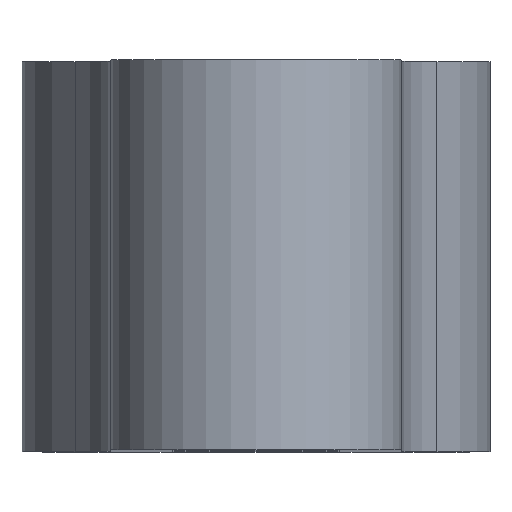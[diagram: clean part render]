
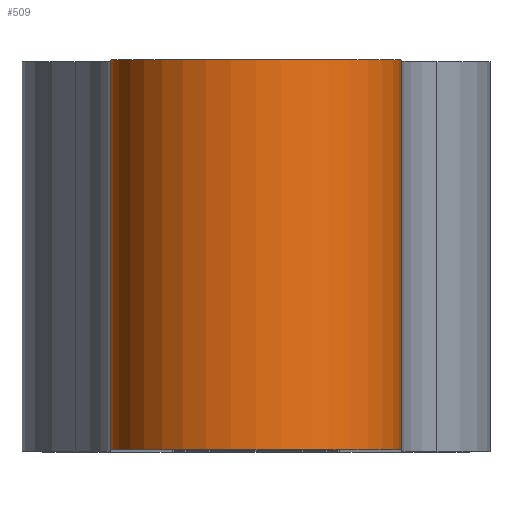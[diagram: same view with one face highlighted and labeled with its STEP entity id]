
A CAD part, top view. The second image highlights one B-rep face of the part: STEP entity #509.
In plain terms, the highlighted cylindrical face has radius 2.8 mm (diameter 5.6 mm), a partial arc.
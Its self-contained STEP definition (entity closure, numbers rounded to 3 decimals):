
#16 = AXIS2_PLACEMENT_3D ( 'NONE', #171, #169, #167 ) ;
#19 = CARTESIAN_POINT ( 'NONE',  ( -2.8, 0., 0. ) ) ;
#25 = CARTESIAN_POINT ( 'NONE',  ( 2.8, 0., 0. ) ) ;
#52 = CARTESIAN_POINT ( 'NONE',  ( -2.8, 7.5, 0. ) ) ;
#76 = AXIS2_PLACEMENT_3D ( 'NONE', #233, #231, #230 ) ;
#80 = VERTEX_POINT ( 'NONE', #52 ) ;
#85 = ORIENTED_EDGE ( 'NONE', *, *, #598, .T. ) ;
#99 = ORIENTED_EDGE ( 'NONE', *, *, #658, .F. ) ;
#101 = DIRECTION ( 'NONE',  ( 0., -1., 0. ) ) ;
#102 = EDGE_LOOP ( 'NONE', ( #85, #99, #110, #185 ) ) ;
#110 = ORIENTED_EDGE ( 'NONE', *, *, #544, .F. ) ;
#123 = CARTESIAN_POINT ( 'NONE',  ( -2.8, 7.5, 0. ) ) ;
#127 = DIRECTION ( 'NONE',  ( 0., -1., 0. ) ) ;
#130 = CARTESIAN_POINT ( 'NONE',  ( 2.8, 7.5, 0. ) ) ;
#160 = VERTEX_POINT ( 'NONE', #25 ) ;
#165 = AXIS2_PLACEMENT_3D ( 'NONE', #420, #402, #393 ) ;
#167 = DIRECTION ( 'NONE',  ( 0., 0., 1. ) ) ;
#169 = DIRECTION ( 'NONE',  ( 0., 1., 0. ) ) ;
#171 = CARTESIAN_POINT ( 'NONE',  ( 0., 0., 0. ) ) ;
#185 = ORIENTED_EDGE ( 'NONE', *, *, #668, .T. ) ;
#230 = DIRECTION ( 'NONE',  ( 0., 0., 1. ) ) ;
#231 = DIRECTION ( 'NONE',  ( 0., 1., 0. ) ) ;
#233 = CARTESIAN_POINT ( 'NONE',  ( 0., 7.5, 0. ) ) ;
#371 = VECTOR ( 'NONE', #101, 1000. ) ;
#378 = VECTOR ( 'NONE', #127, 1000. ) ;
#381 = LINE ( 'NONE', #123, #371 ) ;
#387 = LINE ( 'NONE', #130, #378 ) ;
#393 = DIRECTION ( 'NONE',  ( 0., 0., -1. ) ) ;
#402 = DIRECTION ( 'NONE',  ( 0., -1., 0. ) ) ;
#407 = CIRCLE ( 'NONE', #16, 2.8 ) ;
#420 = CARTESIAN_POINT ( 'NONE',  ( 0., 7.5, 0. ) ) ;
#435 = VERTEX_POINT ( 'NONE', #640 ) ;
#437 = CIRCLE ( 'NONE', #76, 2.8 ) ;
#509 = ADVANCED_FACE ( 'NONE', ( #546 ), #531, .T. ) ;
#531 = CYLINDRICAL_SURFACE ( 'NONE', #165, 2.8 ) ;
#544 = EDGE_CURVE ( 'NONE', #80, #435, #437, .T. ) ;
#546 = FACE_OUTER_BOUND ( 'NONE', #102, .T. ) ;
#598 = EDGE_CURVE ( 'NONE', #757, #160, #407, .T. ) ;
#640 = CARTESIAN_POINT ( 'NONE',  ( 2.8, 7.5, 0. ) ) ;
#658 = EDGE_CURVE ( 'NONE', #435, #160, #387, .T. ) ;
#668 = EDGE_CURVE ( 'NONE', #80, #757, #381, .T. ) ;
#757 = VERTEX_POINT ( 'NONE', #19 ) ;
